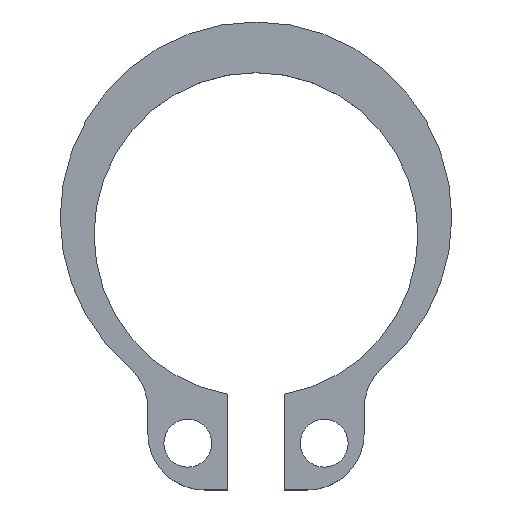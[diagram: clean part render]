
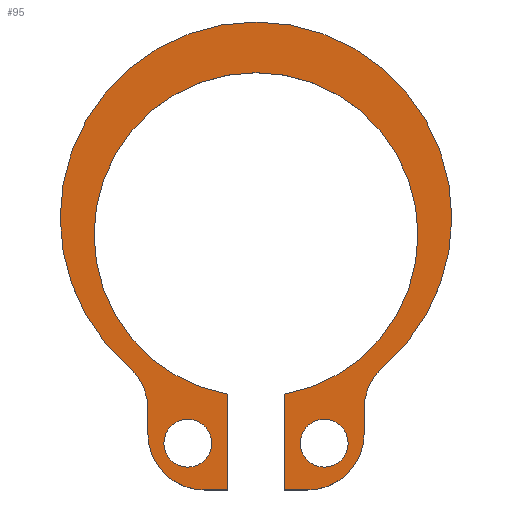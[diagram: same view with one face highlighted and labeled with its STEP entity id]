
A CAD part, top view. The second image highlights one B-rep face of the part: STEP entity #95.
In plain terms, the highlighted planar face has unit normal (0, 0, 1).
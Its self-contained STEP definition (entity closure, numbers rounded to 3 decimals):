
#95=ADVANCED_FACE('',(#138,#139,#140),#141,.T.);
#138=FACE_BOUND('',#186,.T.);
#139=FACE_BOUND('',#187,.T.);
#140=FACE_OUTER_BOUND('',#188,.T.);
#141=PLANE('',#189);
#186=EDGE_LOOP('',(#334,#335));
#187=EDGE_LOOP('',(#336,#337));
#188=EDGE_LOOP('',(#338,#339,#340,#341,#342,#343,#344,#345,#346,#347,#348,#349,#350,#351,#352,#353));
#189=AXIS2_PLACEMENT_3D('',#354,#355,#356);
#334=ORIENTED_EDGE('',*,*,#404,.T.);
#335=ORIENTED_EDGE('',*,*,#400,.T.);
#336=ORIENTED_EDGE('',*,*,#406,.T.);
#337=ORIENTED_EDGE('',*,*,#396,.T.);
#338=ORIENTED_EDGE('',*,*,#407,.F.);
#339=ORIENTED_EDGE('',*,*,#438,.F.);
#340=ORIENTED_EDGE('',*,*,#386,.F.);
#341=ORIENTED_EDGE('',*,*,#383,.F.);
#342=ORIENTED_EDGE('',*,*,#436,.F.);
#343=ORIENTED_EDGE('',*,*,#433,.F.);
#344=ORIENTED_EDGE('',*,*,#430,.F.);
#345=ORIENTED_EDGE('',*,*,#427,.F.);
#346=ORIENTED_EDGE('',*,*,#424,.F.);
#347=ORIENTED_EDGE('',*,*,#388,.F.);
#348=ORIENTED_EDGE('',*,*,#422,.F.);
#349=ORIENTED_EDGE('',*,*,#394,.F.);
#350=ORIENTED_EDGE('',*,*,#420,.F.);
#351=ORIENTED_EDGE('',*,*,#417,.F.);
#352=ORIENTED_EDGE('',*,*,#414,.F.);
#353=ORIENTED_EDGE('',*,*,#411,.F.);
#354=CARTESIAN_POINT('',(0.,-1.078,1.0));
#355=DIRECTION('',(0.0,0.0,1.0));
#356=DIRECTION('',(1.0,0.0,0.0));
#383=EDGE_CURVE('',#445,#440,#447,.T.);
#386=EDGE_CURVE('',#440,#449,#452,.T.);
#388=EDGE_CURVE('',#453,#456,#457,.T.);
#394=EDGE_CURVE('',#466,#462,#468,.T.);
#396=EDGE_CURVE('',#472,#469,#473,.T.);
#400=EDGE_CURVE('',#480,#477,#481,.T.);
#404=EDGE_CURVE('',#477,#480,#486,.T.);
#406=EDGE_CURVE('',#469,#472,#488,.T.);
#407=EDGE_CURVE('',#489,#490,#491,.T.);
#411=EDGE_CURVE('',#490,#497,#498,.T.);
#414=EDGE_CURVE('',#497,#502,#503,.T.);
#417=EDGE_CURVE('',#502,#507,#508,.T.);
#420=EDGE_CURVE('',#507,#466,#512,.T.);
#422=EDGE_CURVE('',#462,#453,#514,.T.);
#424=EDGE_CURVE('',#456,#516,#517,.T.);
#427=EDGE_CURVE('',#516,#521,#522,.T.);
#430=EDGE_CURVE('',#521,#526,#527,.T.);
#433=EDGE_CURVE('',#526,#531,#532,.T.);
#436=EDGE_CURVE('',#531,#445,#536,.T.);
#438=EDGE_CURVE('',#449,#489,#538,.T.);
#440=VERTEX_POINT('',#540);
#445=VERTEX_POINT('',#546);
#447=CIRCLE('',#549,6.95);
#449=VERTEX_POINT('',#551);
#452=CIRCLE('',#555,6.95);
#453=VERTEX_POINT('',#556);
#456=VERTEX_POINT('',#560);
#457=CIRCLE('',#561,5.75);
#462=VERTEX_POINT('',#567);
#466=VERTEX_POINT('',#572);
#468=CIRCLE('',#575,5.75);
#469=VERTEX_POINT('',#576);
#472=VERTEX_POINT('',#580);
#473=CIRCLE('',#581,0.85);
#477=VERTEX_POINT('',#586);
#480=VERTEX_POINT('',#590);
#481=CIRCLE('',#591,0.85);
#486=CIRCLE('',#597,0.85);
#488=CIRCLE('',#599,0.85);
#489=VERTEX_POINT('',#600);
#490=VERTEX_POINT('',#601);
#491=CIRCLE('',#602,2.0);
#497=VERTEX_POINT('',#610);
#498=LINE('',#611,#612);
#502=VERTEX_POINT('',#618);
#503=CIRCLE('',#619,2.0);
#507=VERTEX_POINT('',#624);
#508=LINE('',#625,#626);
#512=LINE('',#632,#633);
#514=CIRCLE('',#636,5.75);
#516=VERTEX_POINT('',#638);
#517=LINE('',#639,#640);
#521=VERTEX_POINT('',#646);
#522=LINE('',#647,#648);
#526=VERTEX_POINT('',#654);
#527=CIRCLE('',#655,2.0);
#531=VERTEX_POINT('',#660);
#532=LINE('',#661,#662);
#536=CIRCLE('',#668,2.0);
#538=CIRCLE('',#670,6.95);
#540=CARTESIAN_POINT('',(-6.95,0.6,1.0));
#546=CARTESIAN_POINT('',(-4.534,-4.667,1.0));
#549=AXIS2_PLACEMENT_3D('',#677,#678,#679);
#551=CARTESIAN_POINT('',(6.95,0.6,1.0));
#555=AXIS2_PLACEMENT_3D('',#684,#685,#686);
#556=CARTESIAN_POINT('',(-5.75,0.,1.0));
#560=CARTESIAN_POINT('',(-1.,-5.662,1.0));
#561=AXIS2_PLACEMENT_3D('',#688,#689,#690);
#567=CARTESIAN_POINT('',(5.75,0.,1.0));
#572=CARTESIAN_POINT('',(1.,-5.662,1.0));
#575=AXIS2_PLACEMENT_3D('',#700,#701,#702);
#576=CARTESIAN_POINT('',(3.27,-7.4,1.0));
#580=CARTESIAN_POINT('',(1.57,-7.4,1.0));
#581=AXIS2_PLACEMENT_3D('',#704,#705,#706);
#586=CARTESIAN_POINT('',(-1.57,-7.4,1.0));
#590=CARTESIAN_POINT('',(-3.27,-7.4,1.0));
#591=AXIS2_PLACEMENT_3D('',#712,#713,#714);
#597=AXIS2_PLACEMENT_3D('',#722,#723,#724);
#599=AXIS2_PLACEMENT_3D('',#728,#729,#730);
#600=CARTESIAN_POINT('',(4.534,-4.667,1.0));
#601=CARTESIAN_POINT('',(3.839,-6.183,1.0));
#602=AXIS2_PLACEMENT_3D('',#731,#732,#733);
#610=CARTESIAN_POINT('',(3.839,-7.06,1.0));
#611=CARTESIAN_POINT('',(3.839,-7.06,1.0));
#612=VECTOR('',#739,1.0);
#618=CARTESIAN_POINT('',(1.839,-9.06,1.0));
#619=AXIS2_PLACEMENT_3D('',#742,#743,#744);
#624=CARTESIAN_POINT('',(1.,-9.06,1.0));
#625=CARTESIAN_POINT('',(1.,-9.06,1.0));
#626=VECTOR('',#749,1.0);
#632=CARTESIAN_POINT('',(1.,-9.06,1.0));
#633=VECTOR('',#752,1.0);
#636=AXIS2_PLACEMENT_3D('',#754,#755,#756);
#638=CARTESIAN_POINT('',(-1.,-9.06,1.0));
#639=CARTESIAN_POINT('',(-1.,-9.06,1.0));
#640=VECTOR('',#760,1.0);
#646=CARTESIAN_POINT('',(-1.839,-9.06,1.0));
#647=CARTESIAN_POINT('',(-1.839,-9.06,1.0));
#648=VECTOR('',#763,1.0);
#654=CARTESIAN_POINT('',(-3.839,-7.06,1.0));
#655=AXIS2_PLACEMENT_3D('',#766,#767,#768);
#660=CARTESIAN_POINT('',(-3.839,-6.183,1.0));
#661=CARTESIAN_POINT('',(-3.839,-6.183,1.0));
#662=VECTOR('',#773,1.0);
#668=AXIS2_PLACEMENT_3D('',#776,#777,#778);
#670=AXIS2_PLACEMENT_3D('',#782,#783,#784);
#677=CARTESIAN_POINT('',(0.,0.6,1.0));
#678=DIRECTION('',(0.0,0.0,-1.0));
#679=DIRECTION('',(1.0,0.0,0.0));
#684=CARTESIAN_POINT('',(0.,0.6,1.0));
#685=DIRECTION('',(0.0,0.0,-1.0));
#686=DIRECTION('',(1.0,0.0,0.0));
#688=CARTESIAN_POINT('',(0.0,0.0,1.0));
#689=DIRECTION('',(0.0,0.0,1.0));
#690=DIRECTION('',(1.0,0.0,0.0));
#700=CARTESIAN_POINT('',(0.0,0.0,1.0));
#701=DIRECTION('',(0.0,0.0,1.0));
#702=DIRECTION('',(1.0,0.0,0.0));
#704=CARTESIAN_POINT('',(2.42,-7.4,1.0));
#705=DIRECTION('',(0.0,0.0,-1.0));
#706=DIRECTION('',(1.0,0.0,0.0));
#712=CARTESIAN_POINT('',(-2.42,-7.4,1.0));
#713=DIRECTION('',(0.0,0.0,-1.0));
#714=DIRECTION('',(1.0,0.0,0.0));
#722=CARTESIAN_POINT('',(-2.42,-7.4,1.0));
#723=DIRECTION('',(0.0,0.0,-1.0));
#724=DIRECTION('',(1.0,0.0,0.0));
#728=CARTESIAN_POINT('',(2.42,-7.4,1.0));
#729=DIRECTION('',(0.0,0.0,-1.0));
#730=DIRECTION('',(1.0,0.0,0.0));
#731=CARTESIAN_POINT('',(5.839,-6.183,1.0));
#732=DIRECTION('',(0.0,0.0,1.0));
#733=DIRECTION('',(1.0,0.0,0.0));
#739=DIRECTION('',(0.,-1.0,-0.0));
#742=CARTESIAN_POINT('',(1.839,-7.06,1.0));
#743=DIRECTION('',(0.0,0.0,-1.0));
#744=DIRECTION('',(1.0,0.0,0.0));
#749=DIRECTION('',(-1.0,0.,0.0));
#752=DIRECTION('',(0.,1.0,0.0));
#754=CARTESIAN_POINT('',(0.0,0.0,1.0));
#755=DIRECTION('',(0.0,0.0,1.0));
#756=DIRECTION('',(1.0,0.0,0.0));
#760=DIRECTION('',(0.,-1.0,-0.0));
#763=DIRECTION('',(-1.0,0.,0.0));
#766=CARTESIAN_POINT('',(-1.839,-7.06,1.0));
#767=DIRECTION('',(0.0,0.0,-1.0));
#768=DIRECTION('',(1.0,0.0,0.0));
#773=DIRECTION('',(0.,1.0,0.0));
#776=CARTESIAN_POINT('',(-5.839,-6.183,1.0));
#777=DIRECTION('',(0.0,0.0,1.0));
#778=DIRECTION('',(1.0,0.0,0.0));
#782=CARTESIAN_POINT('',(0.,0.6,1.0));
#783=DIRECTION('',(0.0,0.0,-1.0));
#784=DIRECTION('',(1.0,0.0,0.0));
